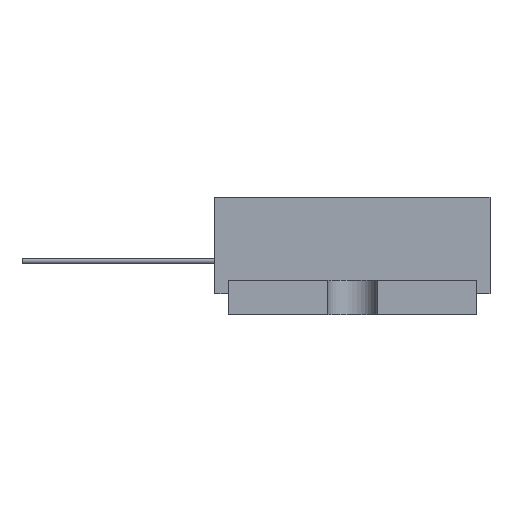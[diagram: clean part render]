
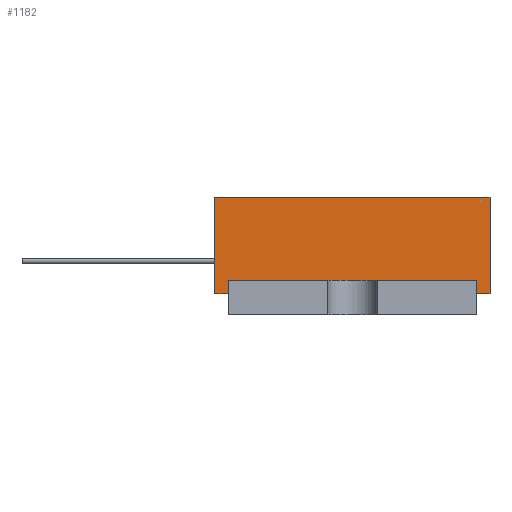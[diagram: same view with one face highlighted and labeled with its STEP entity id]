
A CAD part, left-side view. The second image highlights one B-rep face of the part: STEP entity #1182.
In plain terms, the highlighted planar face has unit normal (-1, 0, 0).
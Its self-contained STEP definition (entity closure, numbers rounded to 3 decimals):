
#1182=ADVANCED_FACE('',(#2358),#2360,.T.);
#2358=FACE_BOUND('',#2359,.T.);
#2359=EDGE_LOOP('',(#3401,#3402,#3403,#3404,#3405,#3406,#3407,#3408));
#2360=PLANE('',#2361);
#2361=AXIS2_PLACEMENT_3D('',#2362,#2363,#2364);
#2362=CARTESIAN_POINT('',(-27.5,10.,1.5));
#2363=DIRECTION('',(-1.,0.,0.));
#2364=DIRECTION('',(0.,-1.,0.));
#3401=ORIENTED_EDGE('',*,*,#4008,.T.);
#3402=ORIENTED_EDGE('',*,*,#4009,.T.);
#3403=ORIENTED_EDGE('',*,*,#4010,.T.);
#3404=ORIENTED_EDGE('',*,*,#4011,.T.);
#3405=ORIENTED_EDGE('',*,*,#3647,.F.);
#3406=ORIENTED_EDGE('',*,*,#4012,.F.);
#3407=ORIENTED_EDGE('',*,*,#4013,.T.);
#3408=ORIENTED_EDGE('',*,*,#4014,.T.);
#3647=EDGE_CURVE('',#4084,#4085,#4086,.T.);
#4008=EDGE_CURVE('',#4684,#4685,#4686,.T.);
#4009=EDGE_CURVE('',#4685,#4687,#4688,.T.);
#4010=EDGE_CURVE('',#4687,#4689,#4690,.T.);
#4011=EDGE_CURVE('',#4689,#4085,#4691,.T.);
#4012=EDGE_CURVE('',#4692,#4084,#4693,.T.);
#4013=EDGE_CURVE('',#4692,#4694,#4695,.T.);
#4014=EDGE_CURVE('',#4694,#4684,#4696,.T.);
#4084=VERTEX_POINT('',#4820);
#4085=VERTEX_POINT('',#4821);
#4086=LINE('',#4822,#4823);
#4684=VERTEX_POINT('',#6172);
#4685=VERTEX_POINT('',#6173);
#4686=LINE('',#6174,#6175);
#4687=VERTEX_POINT('',#6177);
#4688=LINE('',#6178,#6179);
#4689=VERTEX_POINT('',#6181);
#4690=LINE('',#6182,#6183);
#4691=LINE('',#6185,#6186);
#4692=VERTEX_POINT('',#6188);
#4693=LINE('',#6189,#6190);
#4694=VERTEX_POINT('',#6192);
#4695=LINE('',#6193,#6194);
#4696=LINE('',#6196,#6197);
#4820=CARTESIAN_POINT('',(-27.5,10.,8.5));
#4821=CARTESIAN_POINT('',(-27.5,-10.,8.5));
#4822=CARTESIAN_POINT('',(-27.5,10.,8.5));
#4823=VECTOR('',#4824,1.);
#4824=DIRECTION('',(0.,-1.,0.));
#6172=CARTESIAN_POINT('',(-27.5,9.,2.5));
#6173=CARTESIAN_POINT('',(-27.5,-9.,2.5));
#6174=CARTESIAN_POINT('',(-27.5,9.,2.5));
#6175=VECTOR('',#6176,1.);
#6176=DIRECTION('',(0.,-1.,0.));
#6177=CARTESIAN_POINT('',(-27.5,-9.,1.5));
#6178=CARTESIAN_POINT('',(-27.5,-9.,2.5));
#6179=VECTOR('',#6180,1.);
#6180=DIRECTION('',(0.,0.,-1.));
#6181=CARTESIAN_POINT('',(-27.5,-10.,1.5));
#6182=CARTESIAN_POINT('',(-27.5,-9.,1.5));
#6183=VECTOR('',#6184,1.);
#6184=DIRECTION('',(0.,-1.,0.));
#6185=CARTESIAN_POINT('',(-27.5,-10.,1.5));
#6186=VECTOR('',#6187,1.);
#6187=DIRECTION('',(0.,0.,1.));
#6188=CARTESIAN_POINT('',(-27.5,10.,1.5));
#6189=CARTESIAN_POINT('',(-27.5,10.,1.5));
#6190=VECTOR('',#6191,1.);
#6191=DIRECTION('',(0.,0.,1.));
#6192=CARTESIAN_POINT('',(-27.5,9.,1.5));
#6193=CARTESIAN_POINT('',(-27.5,10.,1.5));
#6194=VECTOR('',#6195,1.);
#6195=DIRECTION('',(0.,-1.,0.));
#6196=CARTESIAN_POINT('',(-27.5,9.,1.5));
#6197=VECTOR('',#6198,1.);
#6198=DIRECTION('',(0.,0.,1.));
